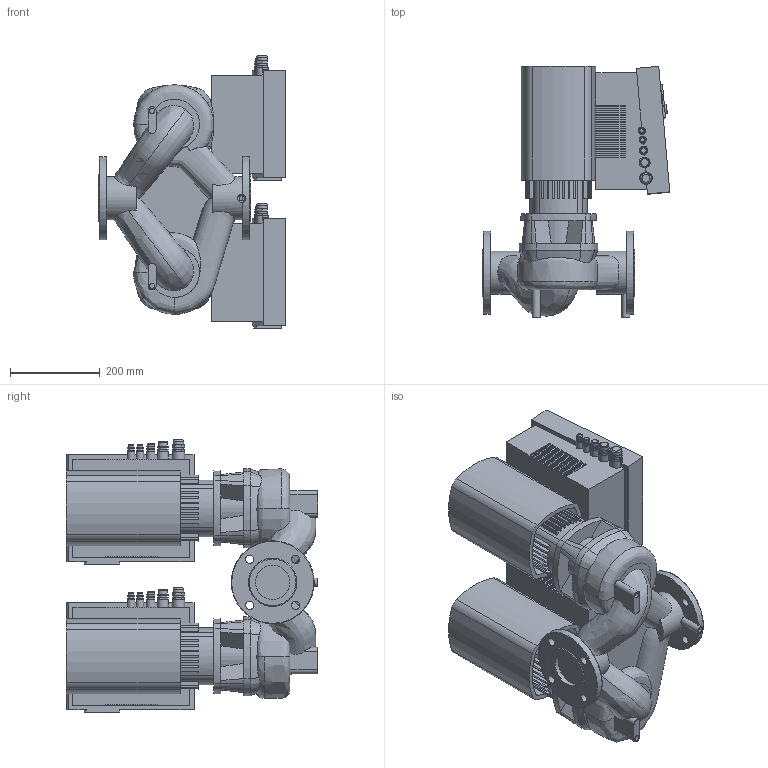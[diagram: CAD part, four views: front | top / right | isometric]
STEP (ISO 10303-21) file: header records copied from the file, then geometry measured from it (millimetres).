
FILE_DESCRIPTION(/* description */ (''),/* implementation_level */ '2;1');
FILE_NAME(/* name */ '3d_StratosGIGAD65_1-27_3_0-2170237.stp',/* time_stamp */ '2016-11-28T15:14:22+01:00',/* author */ ('Andrzej'),/* organization */ (''),/* preprocessor_version */ 'ST-DEVELOPER v15.5',/* originating_system */ 'AutoCAD Mechanical',/* authorisation */ '');
FILE_SCHEMA (('AUTOMOTIVE_DESIGN { 1 0 10303 214 3 1 1 }'));
Length unit declared in the file: millimetre
Products named in the file (1): Product
Bounding box: 418 x 560 x 607 mm (x, y, z)
Volume: 42262082.6 mm3; surface area: 2651242.3 mm2
Topology: 33 solids, 33 shells, 1305 faces, 3396 edges, 2187 vertices
Faces by surface type: plane 920, cylinder 247, bspline 94, cone 26, torus 18
Full cylindrical faces by diameter (mm): 12 x7, 13 x4, 15 x2, 16 x2, 18 x1, 19 x8, 20 x4, 21 x2, 23 x2, 24 x2, 76.1 x2, 96.1 x2, 185 x2
Entity records: 70577 total; most frequent: CARTESIAN_POINT 38725, ORIENTED_EDGE 6672, DIRECTION 6404, EDGE_CURVE 3336, LINE 2274, VECTOR 2274, VERTEX_POINT 2183, AXIS2_PLACEMENT_3D 2065
